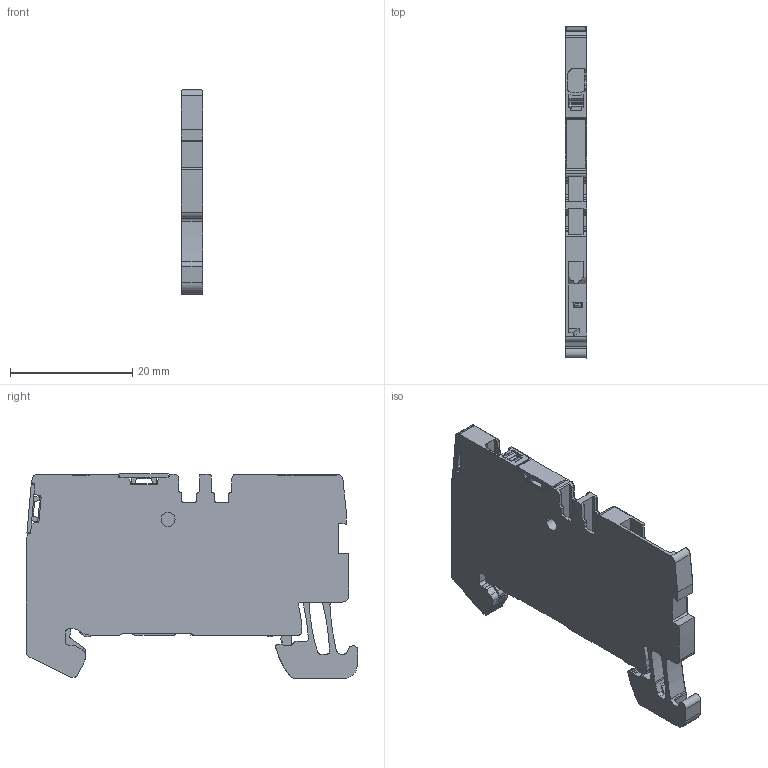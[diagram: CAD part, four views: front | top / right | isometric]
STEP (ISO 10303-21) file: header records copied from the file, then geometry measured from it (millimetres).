
FILE_DESCRIPTION(('CATIA V5R22 STEP214','CAx-IF Rec.Pracs.--- Model Styling and Organization---1.4--- 2014-01-23'),'2;1');
FILE_NAME ('1135703-2_1', '2019-07-05T12:04:44+00:00', ('Weidmueller Interface'), ('Weidmueller'), 'CATIA Version 5-6 Release 2016 SP3 HF44', 'CATIA V5 STEP AP214', 'none');
FILE_SCHEMA(('AUTOMOTIVE_DESIGN { 1 0 10303 214 1 1 1 1 }'));
Length unit declared in the file: millimetre
Products named in the file (1): 2675700000_APGTB_1-5_PE_2C-1_DL
Bounding box: 3.5 x 54.23 x 33.4 mm (x, y, z)
Volume: 4498.6 mm3; surface area: 8272.4 mm2
Topology: 7 solids, 7 shells, 1004 faces, 2938 edges, 1945 vertices
Faces by surface type: plane 507, cylinder 475, extrusion 8, torus 6, sphere 4, bspline 4
Entity records: 31620 total; most frequent: CARTESIAN_POINT 6625, ORIENTED_EDGE 5868, DIRECTION 4041, EDGE_CURVE 2934, VERTEX_POINT 1945, VECTOR 1925, LINE 1917, AXIS2_PLACEMENT_3D 1490
